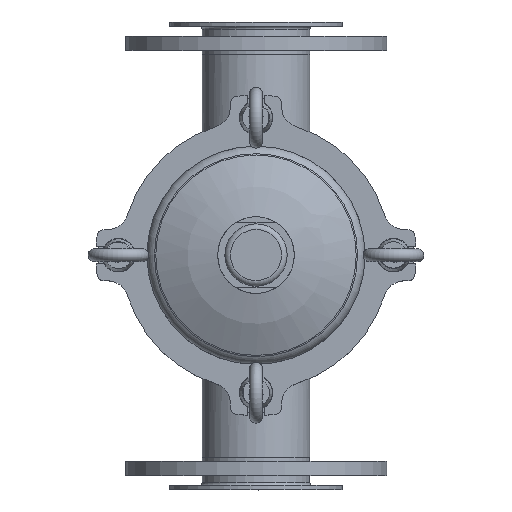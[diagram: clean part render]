
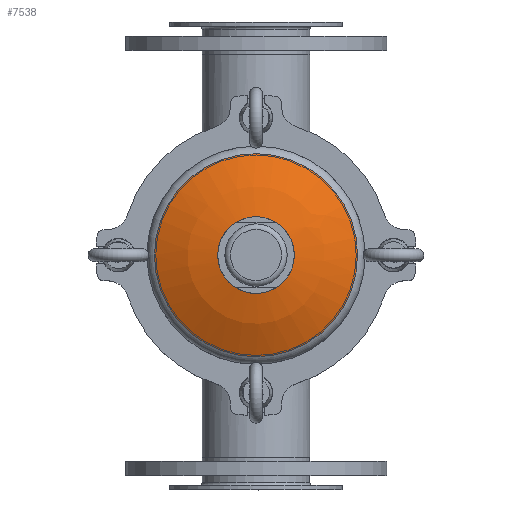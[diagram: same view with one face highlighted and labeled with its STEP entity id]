
A CAD part, top view. The second image highlights one B-rep face of the part: STEP entity #7538.
In plain terms, the highlighted spherical face has radius 154 mm.
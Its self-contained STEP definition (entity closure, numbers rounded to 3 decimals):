
#21=SPHERICAL_SURFACE('',#9498,154.);
#2515=ORIENTED_EDGE('',*,*,#4056,.F.);
#2516=ORIENTED_EDGE('',*,*,#4057,.T.);
#4056=EDGE_CURVE('',#4936,#4936,#5552,.T.);
#4057=EDGE_CURVE('',#4937,#4937,#5553,.T.);
#4936=VERTEX_POINT('',#15449);
#4937=VERTEX_POINT('',#15451);
#5552=CIRCLE('',#9499,71.653);
#5553=CIRCLE('',#9500,24.);
#6061=EDGE_LOOP('',(#2515));
#6062=EDGE_LOOP('',(#2516));
#6749=FACE_BOUND('',#6061,.T.);
#6750=FACE_BOUND('',#6062,.T.);
#7538=ADVANCED_FACE('',(#6749,#6750),#21,.T.);
#9498=AXIS2_PLACEMENT_3D('',#15447,#11145,#11146);
#9499=AXIS2_PLACEMENT_3D('',#15448,#11147,#11148);
#9500=AXIS2_PLACEMENT_3D('',#15450,#11149,#11150);
#11145=DIRECTION('',(0.,1.,0.));
#11146=DIRECTION('',(1.,0.,0.));
#11147=DIRECTION('',(0.,1.,0.));
#11148=DIRECTION('',(0.,0.,1.));
#11149=DIRECTION('',(0.,1.,0.));
#11150=DIRECTION('',(0.,0.,1.));
#15447=CARTESIAN_POINT('',(0.,154.,0.));
#15448=CARTESIAN_POINT('',(0.,17.685,0.));
#15449=CARTESIAN_POINT('',(0.,17.685,71.653));
#15450=CARTESIAN_POINT('',(0.,1.882,0.));
#15451=CARTESIAN_POINT('',(0.,1.882,24.));
